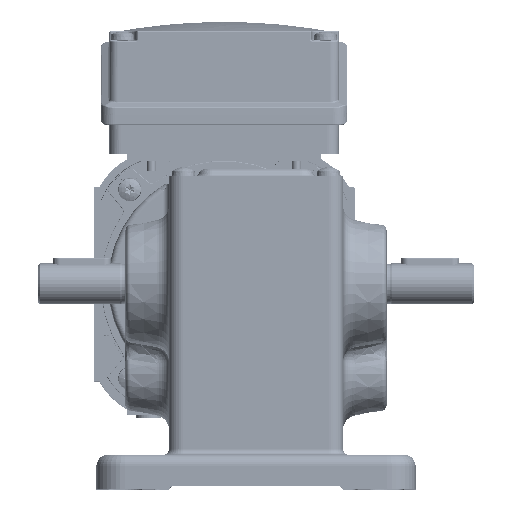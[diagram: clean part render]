
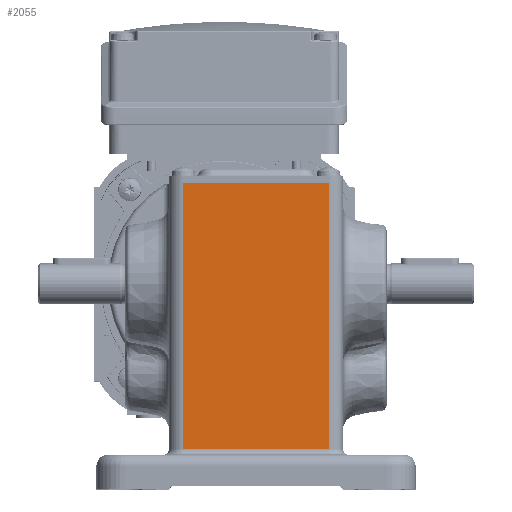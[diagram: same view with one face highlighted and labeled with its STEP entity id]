
A CAD part, top view. The second image highlights one B-rep face of the part: STEP entity #2055.
In plain terms, the highlighted planar face has unit normal (0, 0, 1).
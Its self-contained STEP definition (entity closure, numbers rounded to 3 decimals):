
#2055 = ADVANCED_FACE ( 'NONE', ( #131963 ), #55718, .F. ) ;
#6214 = CARTESIAN_POINT ( 'NONE',  ( 36., 34.5, 207. ) ) ;
#17163 = EDGE_LOOP ( 'NONE', ( #76616, #49435, #183362, #139516 ) ) ;
#22771 = DIRECTION ( 'NONE',  ( 0., 1., 0. ) ) ;
#33934 = EDGE_CURVE ( 'NONE', #38407, #202501, #170841, .T. ) ;
#38407 = VERTEX_POINT ( 'NONE', #157998 ) ;
#45547 = CARTESIAN_POINT ( 'NONE',  ( 41., 34.5, 207. ) ) ;
#47142 = DIRECTION ( 'NONE',  ( -1., 0., 0. ) ) ;
#49435 = ORIENTED_EDGE ( 'NONE', *, *, #117217, .T. ) ;
#55718 = PLANE ( 'NONE',  #202060 ) ;
#64027 = VERTEX_POINT ( 'NONE', #82933 ) ;
#65233 = DIRECTION ( 'NONE',  ( -1., 0., 0. ) ) ;
#67777 = VECTOR ( 'NONE', #238442, 1000. ) ;
#68003 = CARTESIAN_POINT ( 'NONE',  ( 36., -57., 207. ) ) ;
#70252 = DIRECTION ( 'NONE',  ( 0., 0., -1. ) ) ;
#72268 = VECTOR ( 'NONE', #47142, 1000. ) ;
#76616 = ORIENTED_EDGE ( 'NONE', *, *, #33934, .T. ) ;
#82933 = CARTESIAN_POINT ( 'NONE',  ( -14., -57., 207. ) ) ;
#91099 = VERTEX_POINT ( 'NONE', #103246 ) ;
#91674 = CARTESIAN_POINT ( 'NONE',  ( -14., 35.5, 207. ) ) ;
#98631 = CARTESIAN_POINT ( 'NONE',  ( 41., 35.5, 207. ) ) ;
#101225 = EDGE_CURVE ( 'NONE', #64027, #38407, #155251, .T. ) ;
#103246 = CARTESIAN_POINT ( 'NONE',  ( -14., 34.5, 207. ) ) ;
#106215 = VECTOR ( 'NONE', #178527, 1000. ) ;
#116860 = LINE ( 'NONE', #91674, #67777 ) ;
#117217 = EDGE_CURVE ( 'NONE', #202501, #91099, #121454, .T. ) ;
#121454 = LINE ( 'NONE', #45547, #72268 ) ;
#131963 = FACE_OUTER_BOUND ( 'NONE', #17163, .T. ) ;
#139516 = ORIENTED_EDGE ( 'NONE', *, *, #101225, .T. ) ;
#150895 = CARTESIAN_POINT ( 'NONE',  ( 36., 35.5, 207. ) ) ;
#155251 = LINE ( 'NONE', #68003, #106215 ) ;
#157998 = CARTESIAN_POINT ( 'NONE',  ( 36., -57., 207. ) ) ;
#158857 = EDGE_CURVE ( 'NONE', #91099, #64027, #116860, .T. ) ;
#170841 = LINE ( 'NONE', #150895, #219835 ) ;
#178527 = DIRECTION ( 'NONE',  ( 1., 0., 0. ) ) ;
#183362 = ORIENTED_EDGE ( 'NONE', *, *, #158857, .T. ) ;
#202060 = AXIS2_PLACEMENT_3D ( 'NONE', #98631, #70252, #65233 ) ;
#202501 = VERTEX_POINT ( 'NONE', #6214 ) ;
#219835 = VECTOR ( 'NONE', #22771, 1000. ) ;
#238442 = DIRECTION ( 'NONE',  ( 0., -1., 0. ) ) ;
